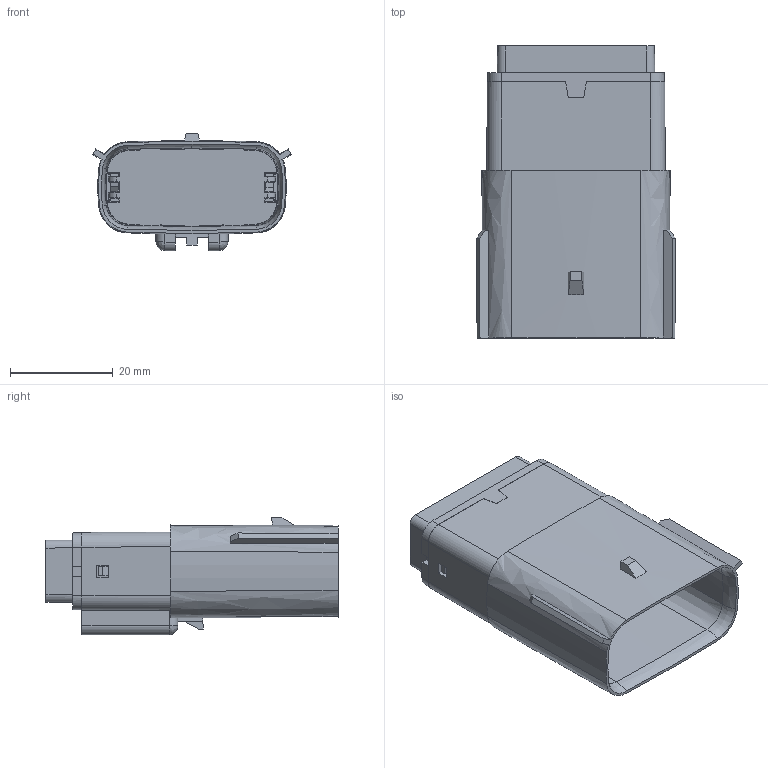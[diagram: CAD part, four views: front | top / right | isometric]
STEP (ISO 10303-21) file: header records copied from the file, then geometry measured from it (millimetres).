
FILE_DESCRIPTION(/* description */ (''),/* implementation_level */ '2;1');
FILE_NAME(/* name */ '35021687-ENV10_01-CONN.stp',/* time_stamp */ '2024-01-05T14:43:21+08:00',/* author */ (''),/* organization */ (''),/* preprocessor_version */ 'ST-DEVELOPER v16',/* originating_system */ 'SIEMENS PLM Software NX 11.0',/* authorisation */ '');
FILE_SCHEMA (('AUTOMOTIVE_DESIGN { 1 0 10303 214 3 1 1 1 }'));
Length unit declared in the file: millimetre
Products named in the file (1): 35021687-ENV10_01-CONN
Bounding box: 38.66 x 56.75 x 22.82 mm (x, y, z)
Volume: 22707.5 mm3; surface area: 12289.4 mm2
Topology: 1 solids, 1 shells, 406 faces, 1185 edges, 785 vertices
Faces by surface type: plane 331, cylinder 26, cone 24, bspline 19, extrusion 6
Entity records: 14093 total; most frequent: CARTESIAN_POINT 3544, ORIENTED_EDGE 2370, DIRECTION 1952, EDGE_CURVE 1185, VECTOR 920, LINE 914, VERTEX_POINT 785, AXIS2_PLACEMENT_3D 516
